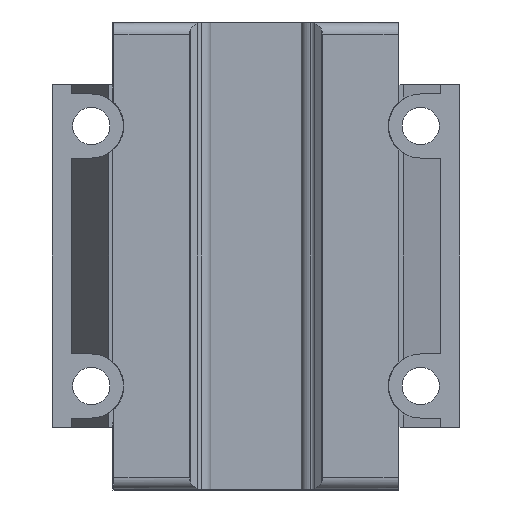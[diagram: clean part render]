
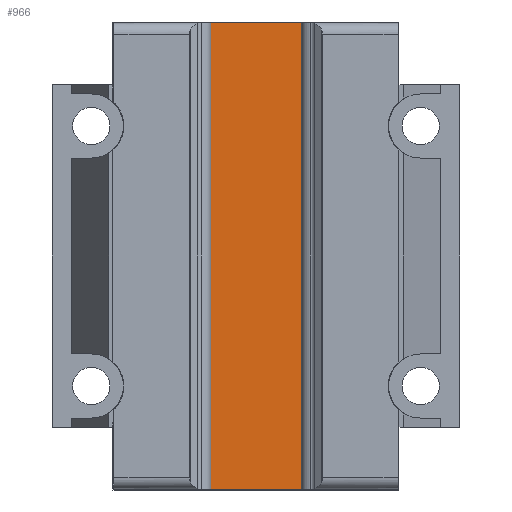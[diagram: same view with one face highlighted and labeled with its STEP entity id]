
A CAD part, front view. The second image highlights one B-rep face of the part: STEP entity #966.
In plain terms, the highlighted planar face has unit normal (0, -1, 0).
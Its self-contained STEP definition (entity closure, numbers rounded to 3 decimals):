
#218 = CARTESIAN_POINT ( 'NONE',  ( -5.38, -8.7, -26.9 ) ) ;
#449 = VERTEX_POINT ( 'NONE', #218 ) ;
#514 = VERTEX_POINT ( 'NONE', #8030 ) ;
#543 = VERTEX_POINT ( 'NONE', #8059 ) ;
#789 = VERTEX_POINT ( 'NONE', #8300 ) ;
#966 = ADVANCED_FACE ( 'NONE', ( #6910 ), #4823, .F. ) ;
#2077 = EDGE_LOOP ( 'NONE', ( #6547, #6548, #6549, #6550 ) ) ;
#2307 = EDGE_CURVE ( 'NONE', #514, #449, #7130, .T. ) ;
#2807 = EDGE_CURVE ( 'NONE', #449, #543, #11267, .T. ) ;
#2808 = EDGE_CURVE ( 'NONE', #514, #789, #11273, .T. ) ;
#4823 = PLANE ( 'NONE',  #7682 ) ;
#4826 = CARTESIAN_POINT ( 'NONE',  ( 5.38, -8.7, -27. ) ) ;
#4835 = DIRECTION ( 'NONE',  ( 0., 1., 0. ) ) ;
#4836 = DIRECTION ( 'NONE',  ( 0., 0., 1. ) ) ;
#5271 = CARTESIAN_POINT ( 'NONE',  ( -16.5, -8.7, -26.9 ) ) ;
#5300 = DIRECTION ( 'NONE',  ( -1., 0., 0. ) ) ;
#6547 = ORIENTED_EDGE ( 'NONE', *, *, #2808, .T. ) ;
#6548 = ORIENTED_EDGE ( 'NONE', *, *, #7564, .T. ) ;
#6549 = ORIENTED_EDGE ( 'NONE', *, *, #2807, .F. ) ;
#6550 = ORIENTED_EDGE ( 'NONE', *, *, #2307, .F. ) ;
#6910 = FACE_OUTER_BOUND ( 'NONE', #2077, .T. ) ;
#7128 = VECTOR ( 'NONE', #5300, 1000. ) ;
#7130 = LINE ( 'NONE', #5271, #7128 ) ;
#7564 = EDGE_CURVE ( 'NONE', #789, #543, #11922, .T. ) ;
#7682 = AXIS2_PLACEMENT_3D ( 'NONE', #4826, #4835, #4836 ) ;
#8030 = CARTESIAN_POINT ( 'NONE',  ( 5.38, -8.7, -26.9 ) ) ;
#8059 = CARTESIAN_POINT ( 'NONE',  ( -5.38, -8.7, 26.9 ) ) ;
#8300 = CARTESIAN_POINT ( 'NONE',  ( 5.38, -8.7, 26.9 ) ) ;
#11267 = LINE ( 'NONE', #12091, #11277 ) ;
#11273 = LINE ( 'NONE', #12095, #11279 ) ;
#11277 = VECTOR ( 'NONE', #12096, 1000. ) ;
#11279 = VECTOR ( 'NONE', #12098, 1000. ) ;
#11922 = LINE ( 'NONE', #15554, #11923 ) ;
#11923 = VECTOR ( 'NONE', #15555, 1000. ) ;
#12091 = CARTESIAN_POINT ( 'NONE',  ( -5.38, -8.7, -27. ) ) ;
#12095 = CARTESIAN_POINT ( 'NONE',  ( 5.38, -8.7, -27. ) ) ;
#12096 = DIRECTION ( 'NONE',  ( 0., 0., 1. ) ) ;
#12098 = DIRECTION ( 'NONE',  ( 0., 0., 1. ) ) ;
#15554 = CARTESIAN_POINT ( 'NONE',  ( 5.38, -8.7, 26.9 ) ) ;
#15555 = DIRECTION ( 'NONE',  ( -1., 0., 0. ) ) ;
